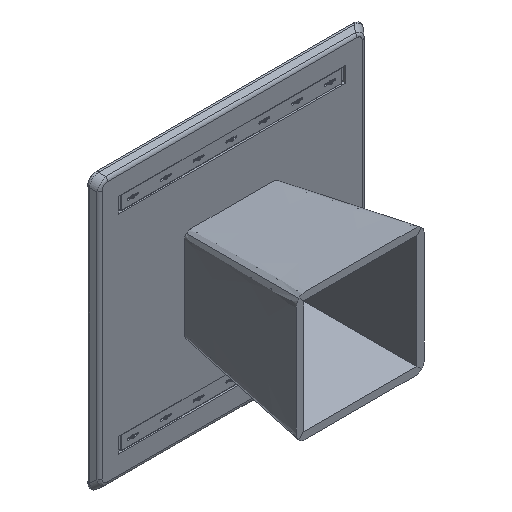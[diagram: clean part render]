
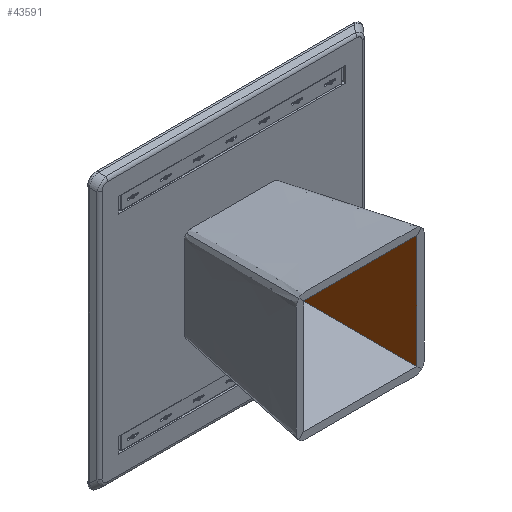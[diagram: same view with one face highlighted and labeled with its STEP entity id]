
A CAD part, isometric view. The second image highlights one B-rep face of the part: STEP entity #43591.
In plain terms, the highlighted planar face has unit normal (-0.992, -0.128, 0).
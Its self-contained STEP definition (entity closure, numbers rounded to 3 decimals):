
#2886 = DIRECTION ( 'NONE',  ( 0., 0., 1. ) ) ;
#6435 = CARTESIAN_POINT ( 'NONE',  ( 107.037, -359.812, -130.498 ) ) ;
#6705 = CARTESIAN_POINT ( 'NONE',  ( 107.037, -359.812, 179.502 ) ) ;
#8238 = VERTEX_POINT ( 'NONE', #44175 ) ;
#9489 = EDGE_LOOP ( 'NONE', ( #44391, #23378, #42912, #9539 ) ) ;
#9539 = ORIENTED_EDGE ( 'NONE', *, *, #30378, .F. ) ;
#9639 = LINE ( 'NONE', #37460, #33678 ) ;
#10310 = PLANE ( 'NONE',  #47259 ) ;
#10815 = LINE ( 'NONE', #6435, #35752 ) ;
#11015 = DIRECTION ( 'NONE',  ( -0.126, 0.984, 0.126 ) ) ;
#12012 = CARTESIAN_POINT ( 'NONE',  ( 107.037, -359.812, 179.502 ) ) ;
#12758 = CARTESIAN_POINT ( 'NONE',  ( 84.537, -184.812, 157.002 ) ) ;
#13296 = CARTESIAN_POINT ( 'NONE',  ( 107.037, -359.812, -130.498 ) ) ;
#13438 = VECTOR ( 'NONE', #43870, 1000. ) ;
#13500 = DIRECTION ( 'NONE',  ( 0., 0., -1. ) ) ;
#16956 = VERTEX_POINT ( 'NONE', #12012 ) ;
#23378 = ORIENTED_EDGE ( 'NONE', *, *, #47985, .T. ) ;
#23527 = VECTOR ( 'NONE', #11015, 1000. ) ;
#26458 = VERTEX_POINT ( 'NONE', #13296 ) ;
#28145 = EDGE_CURVE ( 'NONE', #38291, #8238, #9639, .T. ) ;
#30378 = EDGE_CURVE ( 'NONE', #26458, #8238, #50075, .T. ) ;
#33550 = FACE_OUTER_BOUND ( 'NONE', #9489, .T. ) ;
#33678 = VECTOR ( 'NONE', #13500, 1000. ) ;
#35752 = VECTOR ( 'NONE', #2886, 1000. ) ;
#37460 = CARTESIAN_POINT ( 'NONE',  ( 62.037, -9.812, 117.502 ) ) ;
#38291 = VERTEX_POINT ( 'NONE', #44813 ) ;
#38844 = EDGE_CURVE ( 'NONE', #26458, #16956, #10815, .T. ) ;
#41703 = DIRECTION ( 'NONE',  ( 0., 0., -1. ) ) ;
#42912 = ORIENTED_EDGE ( 'NONE', *, *, #28145, .T. ) ;
#43591 = ADVANCED_FACE ( 'NONE', ( #33550 ), #10310, .F. ) ;
#43870 = DIRECTION ( 'NONE',  ( -0.126, 0.984, -0.126 ) ) ;
#44175 = CARTESIAN_POINT ( 'NONE',  ( 62.037, -9.812, -85.498 ) ) ;
#44391 = ORIENTED_EDGE ( 'NONE', *, *, #38844, .T. ) ;
#44813 = CARTESIAN_POINT ( 'NONE',  ( 62.037, -9.812, 134.502 ) ) ;
#45521 = DIRECTION ( 'NONE',  ( 0.992, 0.128, 0. ) ) ;
#45953 = CARTESIAN_POINT ( 'NONE',  ( 84.537, -184.812, -107.998 ) ) ;
#47259 = AXIS2_PLACEMENT_3D ( 'NONE', #6705, #45521, #41703 ) ;
#47985 = EDGE_CURVE ( 'NONE', #16956, #38291, #48214, .T. ) ;
#48214 = LINE ( 'NONE', #12758, #13438 ) ;
#50075 = LINE ( 'NONE', #45953, #23527 ) ;
